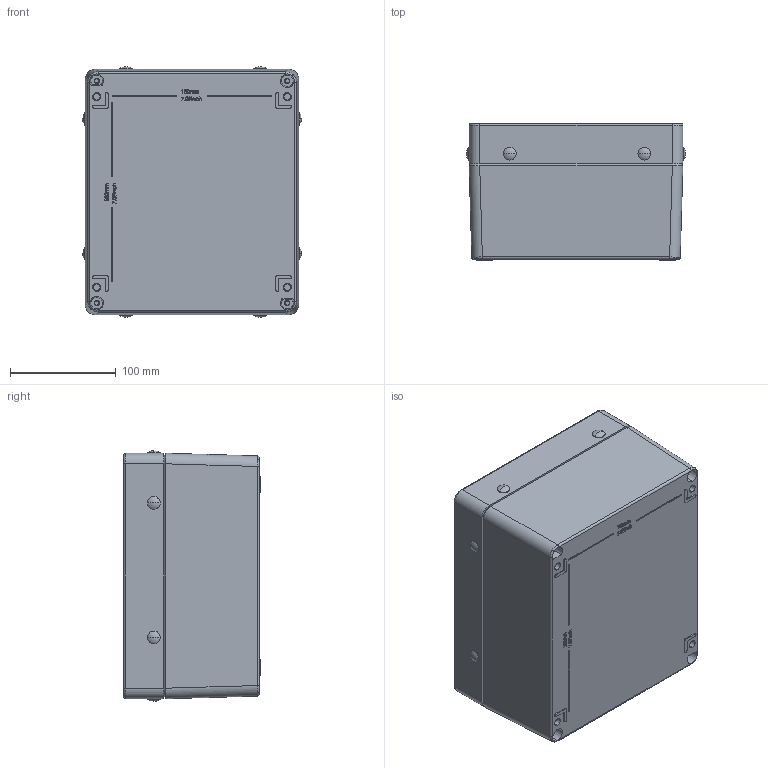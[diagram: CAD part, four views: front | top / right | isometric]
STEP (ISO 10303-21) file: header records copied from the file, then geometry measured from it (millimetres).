
FILE_DESCRIPTION (( 'STEP AP214' ), '1' );
FILE_NAME ('13101000.STEP', '2016-04-06T13:21:28', ( 'Macha' ), ( 'Hewlett-Packard Company' ), 'SwSTEP 2.0', 'SolidWorks 2015', '' );
FILE_SCHEMA (( 'AUTOMOTIVE_DESIGN' ));
Length unit declared in the file: millimetre
Products named in the file (8): 94411; 99999; 93261; 83111; 93117; 08060_Bearbeitung Griff ; 01060_Bearbeitung nach Zeichng. 01-2-010600-01-0; 13101000
Assembly tree (20 placements, depth 2):
  13101000
    01060_Bearbeitung nach Zeichng. 01-2-010600-01-0
    08060_Bearbeitung Griff 
    93117
    83111  x4
    93261  x4
    99999
    94411  x8
Bounding box: 207 x 129 x 237 mm (x, y, z)
Volume: 917211 mm3; surface area: 382958.4 mm2
Topology: 21 solids, 21 shells, 1682 faces, 4026 edges, 2502 vertices
Faces by surface type: plane 637, bspline 332, cylinder 323, cone 297, torus 70, sphere 23
Entity records: 62801 total; most frequent: CARTESIAN_POINT 30184, ORIENTED_EDGE 7130, DIRECTION 5780, EDGE_CURVE 3565, VERTEX_POINT 2248, AXIS2_PLACEMENT_3D 2043, LINE 1694, VECTOR 1694
